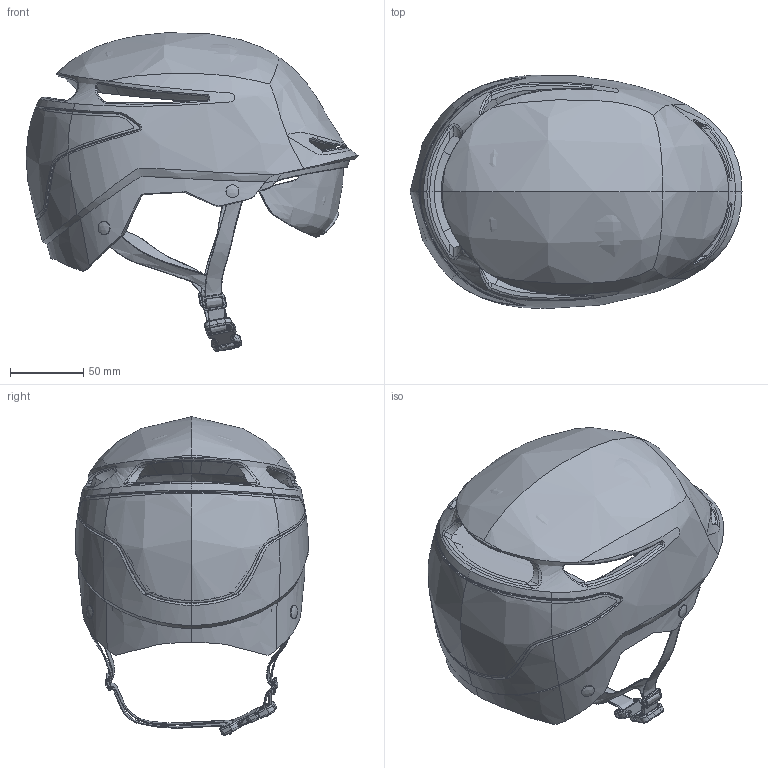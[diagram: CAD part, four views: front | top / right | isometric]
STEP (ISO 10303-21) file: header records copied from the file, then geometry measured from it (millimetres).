
FILE_DESCRIPTION(/* description */ (''),/* implementation_level */ '2;1');
FILE_NAME(/* name */ 'Yanko-Helmet.step',/* time_stamp */ '2021-09-10T15:22:39-07:00',/* author */ (''),/* organization */ (''),/* preprocessor_version */ 'ST-DEVELOPER v18.1',/* originating_system */ 'Autodesk Translation Framework v10.10.0.1391',/* authorisation */ '');
FILE_SCHEMA (('AUTOMOTIVE_DESIGN { 1 0 10303 214 3 1 1 }'));
Products named in the file (9): Envoy - Assembly; Tail Light V4; Screws; 99172A128_METAL QUICK-INSTALL BINDING POST v1; Shell; Shell_1; Straps - Closed; Glasses V1; Foam
Assembly tree (8 placements, depth 3):
  Envoy - Assembly
    Tail Light V4
    Screws
      99172A128_METAL QUICK-INSTALL BINDING POST v1
    Shell
      Shell_1
    Straps - Closed
    Glasses V1
    Foam
Bounding box: 226.16 x 158.88 x 216.99 mm (x, y, z)
Volume: 977348 mm3; surface area: 360862.7 mm2
Topology: 26 solids, 26 shells, 1738 faces, 4873 edges, 3116 vertices
Faces by surface type: bspline 1088, cylinder 353, plane 162, torus 113, sphere 22
Full cylindrical faces by diameter (mm): 2.276 x8, 2.508 x16, 3.332 x20, 4.125 x4, 5.156 x4, 8.89 x8
Entity records: 224778 total; most frequent: CARTESIAN_POINT 187379, ORIENTED_EDGE 9662, EDGE_CURVE 4831, DIRECTION 4783, VERTEX_POINT 3116, B_SPLINE_CURVE_WITH_KNOTS 2623, AXIS2_PLACEMENT_3D 1916, EDGE_LOOP 1781
